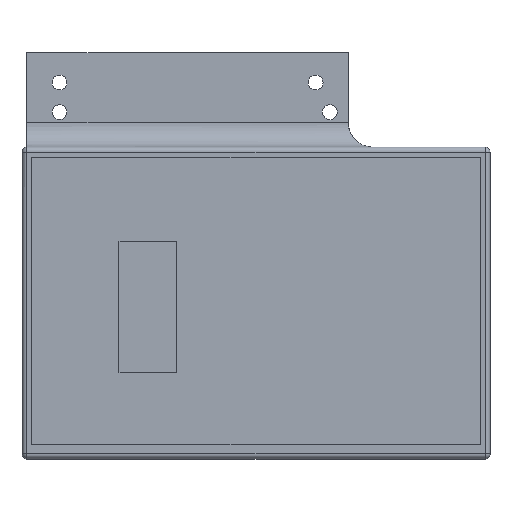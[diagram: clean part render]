
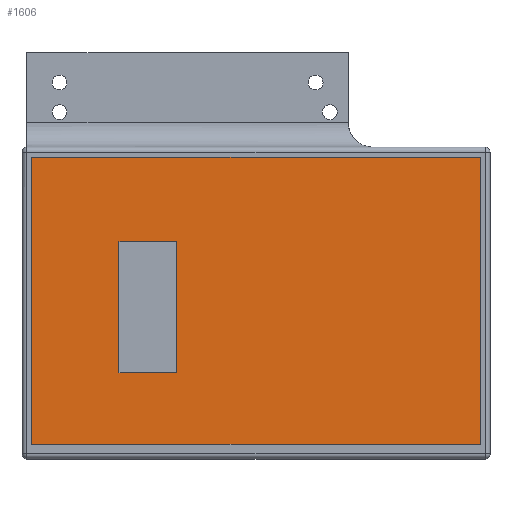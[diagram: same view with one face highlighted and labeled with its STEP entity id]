
A CAD part, top view. The second image highlights one B-rep face of the part: STEP entity #1606.
In plain terms, the highlighted planar face has unit normal (0, 0, 1).
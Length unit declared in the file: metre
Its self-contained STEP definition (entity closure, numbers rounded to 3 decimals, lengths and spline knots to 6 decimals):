
#170=ORIENTED_EDGE('',*,*,#586,.F.);
#171=ORIENTED_EDGE('',*,*,#590,.F.);
#172=ORIENTED_EDGE('',*,*,#593,.T.);
#173=ORIENTED_EDGE('',*,*,#596,.T.);
#174=ORIENTED_EDGE('',*,*,#576,.T.);
#175=ORIENTED_EDGE('',*,*,#580,.T.);
#176=ORIENTED_EDGE('',*,*,#583,.F.);
#177=ORIENTED_EDGE('',*,*,#598,.F.);
#576=EDGE_CURVE('',#799,#800,#949,.T.);
#580=EDGE_CURVE('',#800,#803,#953,.T.);
#583=EDGE_CURVE('',#805,#803,#956,.T.);
#586=EDGE_CURVE('',#807,#808,#959,.T.);
#590=EDGE_CURVE('',#811,#807,#963,.T.);
#593=EDGE_CURVE('',#811,#813,#966,.T.);
#596=EDGE_CURVE('',#813,#808,#969,.T.);
#598=EDGE_CURVE('',#799,#805,#971,.T.);
#799=VERTEX_POINT('',#2358);
#800=VERTEX_POINT('',#2359);
#803=VERTEX_POINT('',#2367);
#805=VERTEX_POINT('',#2373);
#807=VERTEX_POINT('',#2379);
#808=VERTEX_POINT('',#2380);
#811=VERTEX_POINT('',#2388);
#813=VERTEX_POINT('',#2394);
#949=LINE('',#2357,#1099);
#953=LINE('',#2366,#1103);
#956=LINE('',#2372,#1106);
#959=LINE('',#2378,#1109);
#963=LINE('',#2387,#1113);
#966=LINE('',#2393,#1116);
#969=LINE('',#2399,#1119);
#971=LINE('',#2402,#1121);
#1099=VECTOR('',#1887,1.);
#1103=VECTOR('',#1893,1.);
#1106=VECTOR('',#1898,1.);
#1109=VECTOR('',#1903,1.);
#1113=VECTOR('',#1909,1.);
#1116=VECTOR('',#1914,1.);
#1119=VECTOR('',#1919,1.);
#1121=VECTOR('',#1923,1.);
#1259=EDGE_LOOP('',(#170,#171,#172,#173));
#1260=EDGE_LOOP('',(#174,#175,#176,#177));
#1404=FACE_BOUND('',#1259,.T.);
#1405=FACE_BOUND('',#1260,.T.);
#1548=PLANE('',#1732);
#1606=ADVANCED_FACE('',(#1404,#1405),#1548,.T.);
#1732=AXIS2_PLACEMENT_3D('',#2405,#1927,#1928);
#1887=DIRECTION('',(1.,0.,0.));
#1893=DIRECTION('',(0.,-1.,0.));
#1898=DIRECTION('',(1.,0.,0.));
#1903=DIRECTION('',(-1.,0.,0.));
#1909=DIRECTION('',(0.,-1.,0.));
#1914=DIRECTION('',(-1.,0.,0.));
#1919=DIRECTION('',(0.,-1.,0.));
#1923=DIRECTION('',(0.,-1.,0.));
#1927=DIRECTION('',(0.,0.,1.));
#1928=DIRECTION('',(1.,0.,0.));
#2357=CARTESIAN_POINT('',(0.127515,-0.09623,0.023901));
#2358=CARTESIAN_POINT('',(0.121705,-0.09623,0.023901));
#2359=CARTESIAN_POINT('',(0.133325,-0.09623,0.023901));
#2366=CARTESIAN_POINT('',(0.133325,-0.1095,0.023901));
#2367=CARTESIAN_POINT('',(0.133325,-0.12277,0.023901));
#2372=CARTESIAN_POINT('',(0.127515,-0.12277,0.023901));
#2373=CARTESIAN_POINT('',(0.121705,-0.12277,0.023901));
#2378=CARTESIAN_POINT('',(0.149424,-0.1372,0.023901));
#2379=CARTESIAN_POINT('',(0.194766,-0.1372,0.023901));
#2380=CARTESIAN_POINT('',(0.104083,-0.1372,0.023901));
#2387=CARTESIAN_POINT('',(0.194766,-0.108165,0.023901));
#2388=CARTESIAN_POINT('',(0.194766,-0.079129,0.023901));
#2393=CARTESIAN_POINT('',(0.149424,-0.079129,0.023901));
#2394=CARTESIAN_POINT('',(0.104083,-0.079129,0.023901));
#2399=CARTESIAN_POINT('',(0.104083,-0.108165,0.023901));
#2402=CARTESIAN_POINT('',(0.121705,-0.1095,0.023901));
#2405=CARTESIAN_POINT('',(0.149421,-0.108665,0.023901));
